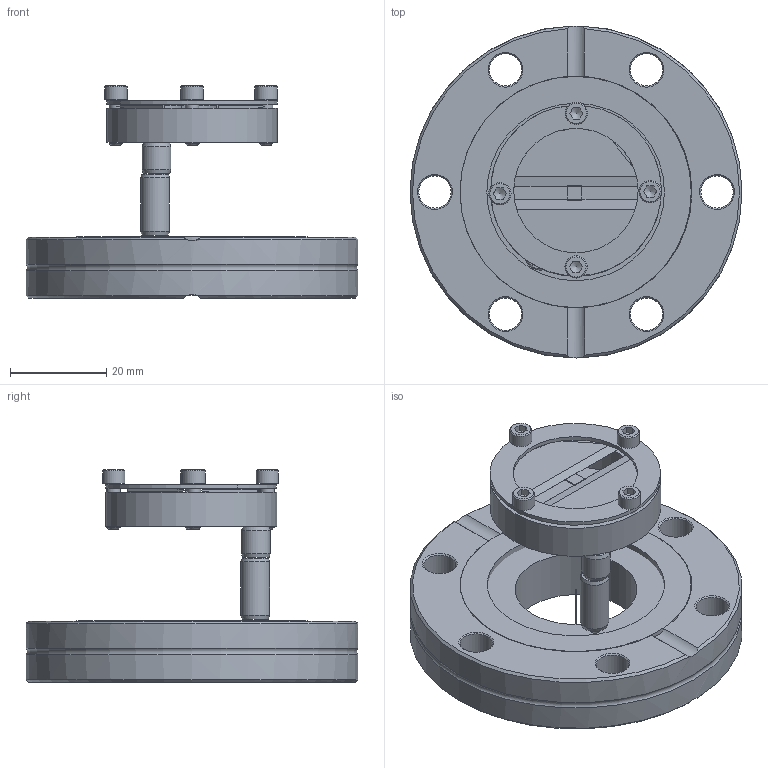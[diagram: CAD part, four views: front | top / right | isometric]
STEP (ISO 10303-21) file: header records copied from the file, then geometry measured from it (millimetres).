
FILE_DESCRIPTION(/* description */ (''),/* implementation_level */ '2;1');
FILE_NAME(/* name */ 'bladeHolder V5 v4 v13.step',/* time_stamp */ '2019-06-08T18:04:25-06:00',/* author */ (''),/* organization */ (''),/* preprocessor_version */ 'ST-DEVELOPER v18',/* originating_system */ 'Autodesk Translation Framework v8.2.0.1029',/* authorisation */ '');
FILE_SCHEMA (('AUTOMOTIVE_DESIGN { 1 0 10303 214 3 1 1 }'));
Length unit declared in the file: inch
Products named in the file (17): bladeHolder V5 v4; Double CF blank; drawing; copper gasket; blade; new substrate; Component12; mirror holder (1); Component15; drawing (1); top ring; Component18; blade_1; Component8; M4 cap screw; ER05; ER025
Assembly tree (20 placements, depth 3):
  bladeHolder V5 v4
    Double CF blank
      drawing
    copper gasket
    blade
      Component8
    new substrate
      Component12
    mirror holder (1)
      Component15
      drawing (1)
    top ring
      Component18
    blade_1
      Component8
    M4 cap screw  x4
    ER05
    ER025
Bounding box: 69.09 x 69.09 x 44.21 mm (x, y, z)
Volume: 41574.6 mm3; surface area: 20787.4 mm2
Topology: 14 solids, 14 shells, 182 faces, 457 edges, 310 vertices
Faces by surface type: plane 84, cylinder 55, cone 42, torus 1
Full cylindrical faces by diameter (mm): 2.261 x3, 2.271 x10, 2.845 x6, 4.648 x4, 5.994 x2, 6.731 x6, 25.4 x1, 25.908 x2, 35.56 x1, 36.957 x1, 48.133 x1, 48.26 x2, 69.088 x2
Entity records: 5125 total; most frequent: CARTESIAN_POINT 930, DIRECTION 879, ORIENTED_EDGE 726, EDGE_CURVE 363, AXIS2_PLACEMENT_3D 361, VERTEX_POINT 250, EDGE_LOOP 187, CIRCLE 180
